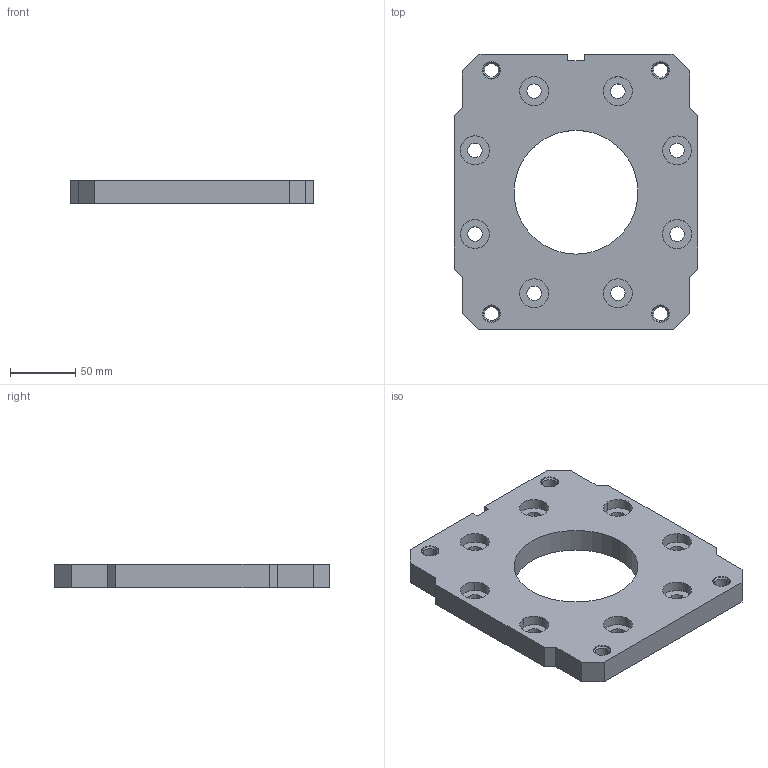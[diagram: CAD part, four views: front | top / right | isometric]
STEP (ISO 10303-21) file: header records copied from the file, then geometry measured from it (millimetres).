
FILE_DESCRIPTION((''),'2;1');
FILE_NAME('D30592','2015-03-12T',('sobri'),(''),'PRO/ENGINEER BY PARAMETRIC TECHNOLOGY CORPORATION, 2011180','PRO/ENGINEER BY PARAMETRIC TECHNOLOGY CORPORATION, 2011180','');
FILE_SCHEMA(('CONFIG_CONTROL_DESIGN'));
Length unit declared in the file: inch
Products named in the file (1): D30592
Bounding box: 187.32 x 211.51 x 18.41 mm (x, y, z)
Volume: 531624.1 mm3; surface area: 92070.9 mm2
Topology: 1 solids, 5 shells, 92 faces, 234 edges, 156 vertices
Faces by surface type: cylinder 50, plane 34, cone 8
Entity records: 2923 total; most frequent: DIRECTION 536, CARTESIAN_POINT 483, ORIENTED_EDGE 452, EDGE_CURVE 234, AXIS2_PLACEMENT_3D 209, VERTEX_POINT 156, EDGE_LOOP 130, VECTOR 118
